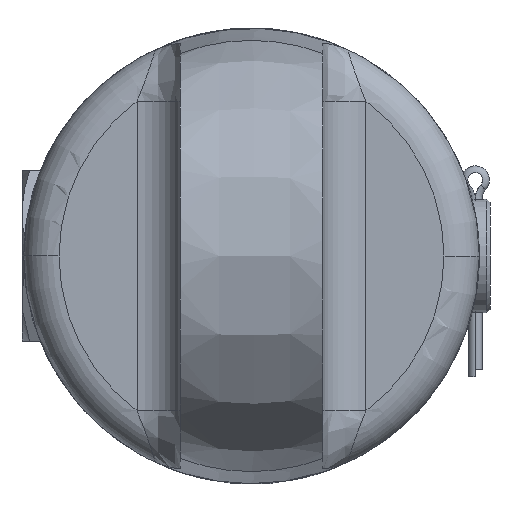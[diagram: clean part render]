
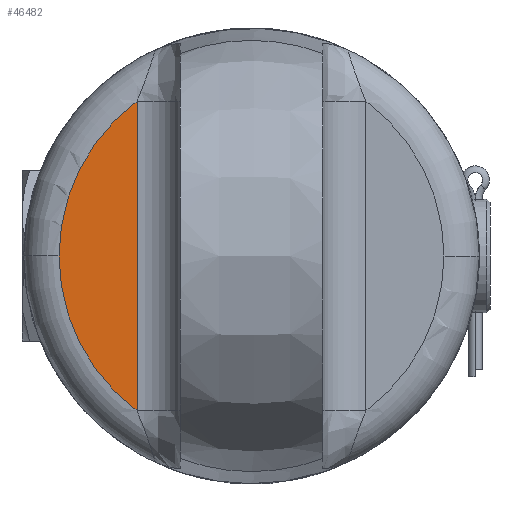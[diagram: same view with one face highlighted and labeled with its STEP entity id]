
A CAD part, front view. The second image highlights one B-rep face of the part: STEP entity #46482.
In plain terms, the highlighted planar face has unit normal (0, -1, 0).
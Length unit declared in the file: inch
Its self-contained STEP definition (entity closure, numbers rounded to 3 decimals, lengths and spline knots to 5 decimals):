
#45109=CARTESIAN_POINT('',(0.,-0.87,0.));
#45110=DIRECTION('',(0.,-1.,0.));
#45111=DIRECTION('',(-0.595,0.,0.804));
#45112=AXIS2_PLACEMENT_3D('',#45109,#45110,#45111);
#45281=CARTESIAN_POINT('',(-1.005,-0.87,1.3587));
#45353=DIRECTION('',(0.,0.,-1.));
#45354=VECTOR('',#45353,2.71741);
#45355=CARTESIAN_POINT('',(-1.005,-0.87,1.3587));
#45356=LINE('',#45355,#45354);
#45399=CARTESIAN_POINT('',(0.,-0.87,0.));
#45400=DIRECTION('',(0.,-1.,0.));
#45401=DIRECTION('',(-1.,0.,0.));
#45402=AXIS2_PLACEMENT_3D('',#45399,#45400,#45401);
#46190=CARTESIAN_POINT('',(-1.69,-0.87,0.));
#46191=VERTEX_POINT('',#46190);
#46209=VERTEX_POINT('',#45281);
#46212=CARTESIAN_POINT('',(-1.005,-0.87,
-1.3587));
#46213=VERTEX_POINT('',#46212);
#46471=CARTESIAN_POINT('',(0.,-0.87,0.));
#46472=DIRECTION('',(0.,-1.,0.));
#46473=DIRECTION('',(1.,0.,0.));
#46474=AXIS2_PLACEMENT_3D('',#46471,#46472,#46473);
#46475=PLANE('',#46474);
#46476=ORIENTED_EDGE('',*,*,#46462,.T.);
#46478=ORIENTED_EDGE('',*,*,#46477,.F.);
#46479=ORIENTED_EDGE('',*,*,#46312,.F.);
#46480=EDGE_LOOP('',(#46476,#46478,#46479));
#46481=FACE_OUTER_BOUND('',#46480,.F.);
#45113=CIRCLE('',#45112,1.69);
#45403=CIRCLE('',#45402,1.69);
#46312=EDGE_CURVE('',#46209,#46191,#45113,.T.);
#46462=EDGE_CURVE('',#46209,#46213,#45356,.T.);
#46477=EDGE_CURVE('',#46191,#46213,#45403,.T.);
#46482=ADVANCED_FACE('',(#46481),#46475,.T.);
